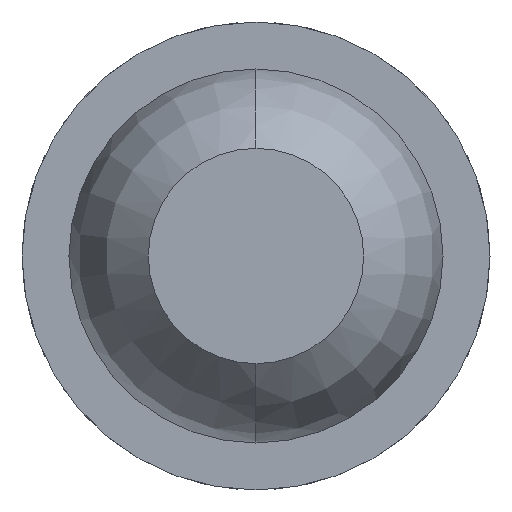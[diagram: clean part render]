
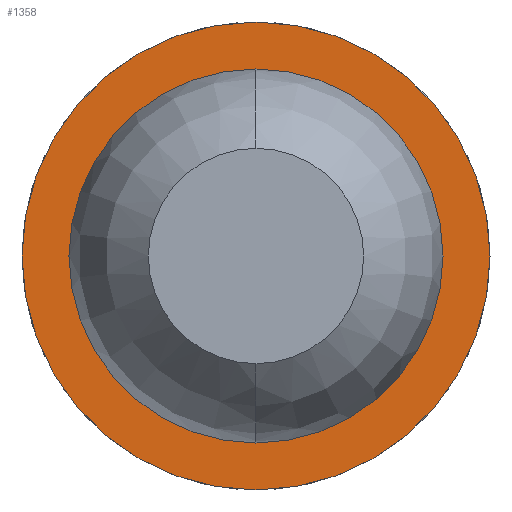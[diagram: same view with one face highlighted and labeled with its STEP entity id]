
A CAD part, front view. The second image highlights one B-rep face of the part: STEP entity #1358.
In plain terms, the highlighted planar face has unit normal (0, -1, 0).
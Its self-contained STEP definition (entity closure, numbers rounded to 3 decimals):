
#17 = AXIS2_PLACEMENT_3D ( 'NONE', #5004, #690, #3427 ) ;
#530 = ORIENTED_EDGE ( 'NONE', *, *, #4111, .F. ) ;
#538 = AXIS2_PLACEMENT_3D ( 'NONE', #2559, #3241, #4909 ) ;
#671 = DIRECTION ( 'NONE',  ( 0., 1., 0. ) ) ;
#690 = DIRECTION ( 'NONE',  ( 0., 1., 0. ) ) ;
#700 = VERTEX_POINT ( 'NONE', #5097 ) ;
#724 = AXIS2_PLACEMENT_3D ( 'NONE', #1971, #2766, #2784 ) ;
#836 = ORIENTED_EDGE ( 'NONE', *, *, #1916, .F. ) ;
#1304 = EDGE_CURVE ( 'Defeature ausgef�hrt1_36+Defeature ausgef�hrt1_7+Defeature ausgef�hrt1_7+Defeature ausgef�hrt1_7', #700, #4138, #4506, .T. ) ;
#1341 = VERTEX_POINT ( 'NONE', #2331 ) ;
#1358 = ADVANCED_FACE ( 'Defeature ausgef�hrt1_36', ( #2993, #1514 ), #1540, .F. ) ;
#1514 = FACE_BOUND ( 'NONE', #2957, .T. ) ;
#1540 = PLANE ( 'NONE',  #3218 ) ;
#1634 = EDGE_LOOP ( 'NONE', ( #836, #530 ) ) ;
#1916 = EDGE_CURVE ( 'Defeature ausgef�hrt1_35+Defeature ausgef�hrt1_36+Defeature ausgef�hrt1_36+Defeature ausgef�hrt1_36', #1341, #3589, #2385, .T. ) ;
#1971 = CARTESIAN_POINT ( 'NONE',  ( 0., 6.4, 0. ) ) ;
#2331 = CARTESIAN_POINT ( 'NONE',  ( -1.27, 6.4, 0. ) ) ;
#2385 = CIRCLE ( 'NONE', #3716, 1.27 ) ;
#2390 = DIRECTION ( 'NONE',  ( 0., 1., 0. ) ) ;
#2559 = CARTESIAN_POINT ( 'NONE',  ( 0., 6.4, 0. ) ) ;
#2565 = ORIENTED_EDGE ( 'NONE', *, *, #1304, .T. ) ;
#2766 = DIRECTION ( 'NONE',  ( 0., 1., 0. ) ) ;
#2784 = DIRECTION ( 'NONE',  ( -1., 0., 0. ) ) ;
#2862 = CIRCLE ( 'NONE', #538, 0.635 ) ;
#2957 = EDGE_LOOP ( 'NONE', ( #4762, #2565 ) ) ;
#2988 = CARTESIAN_POINT ( 'NONE',  ( 1.27, 6.4, 0. ) ) ;
#2993 = FACE_OUTER_BOUND ( 'NONE', #1634, .T. ) ;
#3033 = CARTESIAN_POINT ( 'NONE',  ( 1.27, 6.4, 0. ) ) ;
#3085 = DIRECTION ( 'NONE',  ( -1., 0., 0. ) ) ;
#3218 = AXIS2_PLACEMENT_3D ( 'NONE', #3033, #671, #3085 ) ;
#3241 = DIRECTION ( 'NONE',  ( 0., 1., 0. ) ) ;
#3427 = DIRECTION ( 'NONE',  ( -1., 0., 0. ) ) ;
#3589 = VERTEX_POINT ( 'NONE', #2988 ) ;
#3603 = CARTESIAN_POINT ( 'NONE',  ( 0., 6.4, 0. ) ) ;
#3716 = AXIS2_PLACEMENT_3D ( 'NONE', #3603, #2390, #4290 ) ;
#4111 = EDGE_CURVE ( 'Defeature ausgef�hrt1_35+Defeature ausgef�hrt1_36+Defeature ausgef�hrt1_36+Defeature ausgef�hrt1_36', #3589, #1341, #4881, .T. ) ;
#4138 = VERTEX_POINT ( 'NONE', #4293 ) ;
#4290 = DIRECTION ( 'NONE',  ( -1., 0., 0. ) ) ;
#4293 = CARTESIAN_POINT ( 'NONE',  ( -0.635, 6.4, 0. ) ) ;
#4506 = CIRCLE ( 'NONE', #17, 0.635 ) ;
#4762 = ORIENTED_EDGE ( 'NONE', *, *, #4938, .T. ) ;
#4881 = CIRCLE ( 'NONE', #724, 1.27 ) ;
#4909 = DIRECTION ( 'NONE',  ( -1., 0., 0. ) ) ;
#4938 = EDGE_CURVE ( 'Defeature ausgef�hrt1_36+Defeature ausgef�hrt1_7+Defeature ausgef�hrt1_7+Defeature ausgef�hrt1_7', #4138, #700, #2862, .T. ) ;
#5004 = CARTESIAN_POINT ( 'NONE',  ( 0., 6.4, 0. ) ) ;
#5097 = CARTESIAN_POINT ( 'NONE',  ( 0.635, 6.4, 0. ) ) ;
